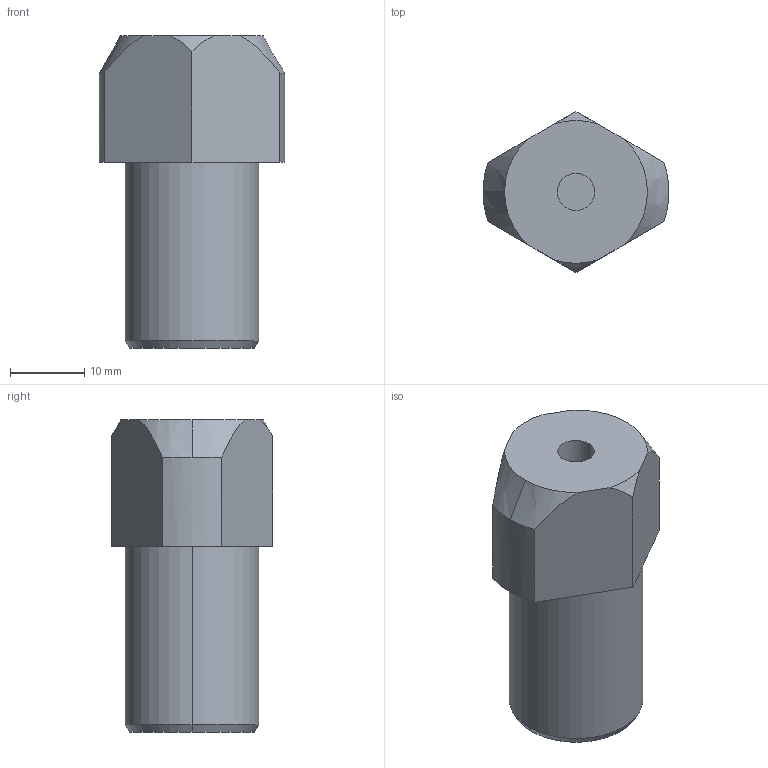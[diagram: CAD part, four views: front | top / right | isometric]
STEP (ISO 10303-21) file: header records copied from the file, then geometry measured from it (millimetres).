
FILE_DESCRIPTION (( 'STEP AP203' ), '1' );
FILE_NAME ('bj723-25021.STEP', '2021-10-25T00:00:31', ( '' ), ( '' ), 'SwSTEP 2.0', 'SolidWorks 2020', '' );
FILE_SCHEMA (( 'CONFIG_CONTROL_DESIGN' ));
Length unit declared in the file: millimetre
Products named in the file (1): bj723-25021
Bounding box: 25 x 21.67 x 42 mm (x, y, z)
Volume: 12122 mm3; surface area: 3388.2 mm2
Topology: 1 solids, 1 shells, 25 faces, 58 edges, 38 vertices
Faces by surface type: cylinder 9, plane 9, cone 7
Entity records: 839 total; most frequent: CARTESIAN_POINT 178, DIRECTION 128, ORIENTED_EDGE 116, EDGE_CURVE 58, AXIS2_PLACEMENT_3D 52, VERTEX_POINT 38, EDGE_LOOP 28, CIRCLE 26
